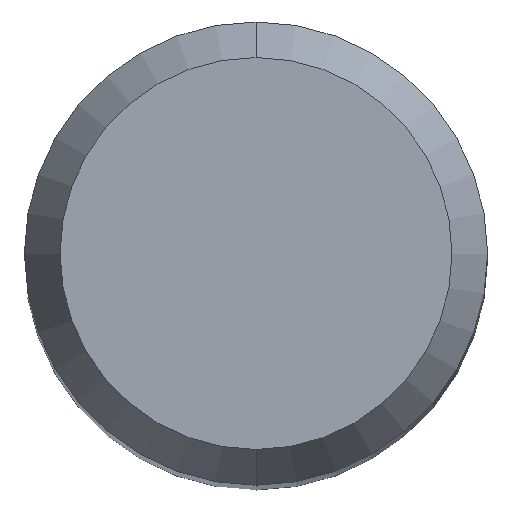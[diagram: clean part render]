
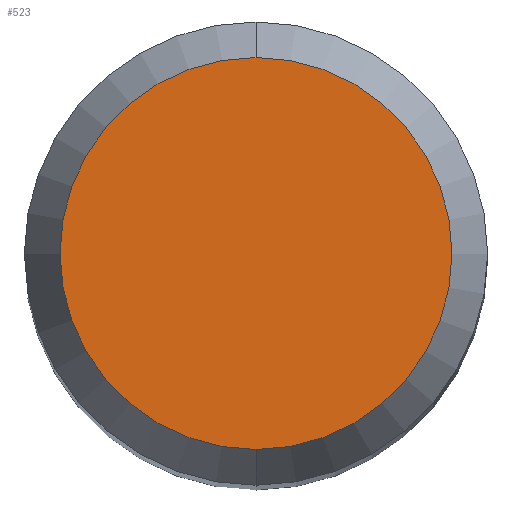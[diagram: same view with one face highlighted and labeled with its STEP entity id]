
A CAD part, top view. The second image highlights one B-rep face of the part: STEP entity #523.
In plain terms, the highlighted planar face has unit normal (0, 0, 1).
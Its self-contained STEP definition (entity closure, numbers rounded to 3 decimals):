
#215=VERTEX_POINT('',#575);
#315=EDGE_CURVE('',#215,#483,#688,.T.);
#375=EDGE_CURVE('',#483,#215,#754,.T.);
#483=VERTEX_POINT('',#875);
#523=ADVANCED_FACE('',(#919),#920,.T.);
#575=CARTESIAN_POINT('',(0.0,2.538,0.0));
#688=CIRCLE('',#1186,2.538);
#754=CIRCLE('',#1332,2.538);
#875=CARTESIAN_POINT('',(0.,-2.538,0.0));
#919=FACE_OUTER_BOUND('',#1612,.T.);
#920=PLANE('',#1613);
#1186=AXIS2_PLACEMENT_3D('',#1803,#1804,#1805);
#1332=AXIS2_PLACEMENT_3D('',#1888,#1889,#1890);
#1612=EDGE_LOOP('',(#2073,#2074));
#1613=AXIS2_PLACEMENT_3D('',#2075,#2076,#2077);
#1803=CARTESIAN_POINT('',(0.0,0.0,0.0));
#1804=DIRECTION('',(0.0,0.0,-1.0));
#1805=DIRECTION('',(0.0,1.0,0.0));
#1888=CARTESIAN_POINT('',(0.0,0.0,0.0));
#1889=DIRECTION('',(0.0,0.0,-1.0));
#1890=DIRECTION('',(0.0,1.0,0.0));
#2073=ORIENTED_EDGE('',*,*,#315,.F.);
#2074=ORIENTED_EDGE('',*,*,#375,.F.);
#2075=CARTESIAN_POINT('',(0.0,1.269,0.0));
#2076=DIRECTION('',(-0.0,0.0,1.0));
#2077=DIRECTION('',(0.0,-1.0,0.0));
